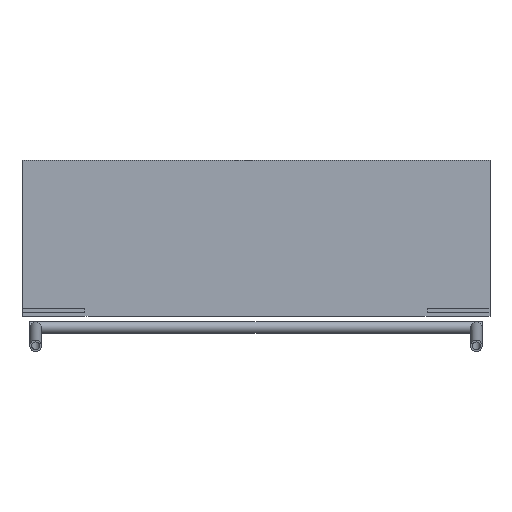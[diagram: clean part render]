
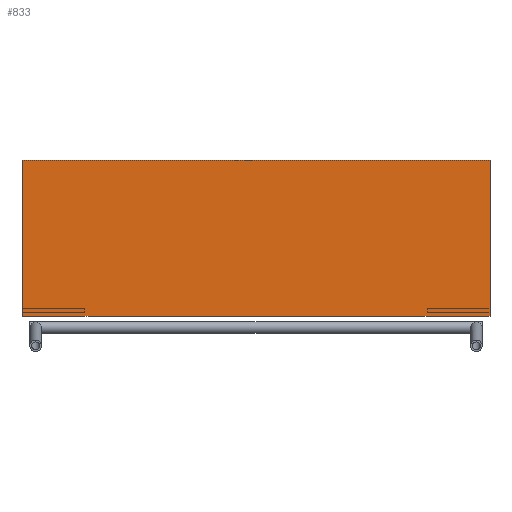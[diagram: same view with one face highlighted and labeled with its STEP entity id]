
A CAD part, front view. The second image highlights one B-rep face of the part: STEP entity #833.
In plain terms, the highlighted planar face has unit normal (0, -1, 0).
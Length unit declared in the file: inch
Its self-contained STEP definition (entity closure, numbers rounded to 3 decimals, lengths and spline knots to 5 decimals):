
#229=FACE_OUTER_BOUND('',#285,.T.);
#285=EDGE_LOOP('',(#629,#630,#631,#632));
#380=LINE('',#1416,#422);
#385=LINE('',#1425,#427);
#386=LINE('',#1428,#428);
#387=LINE('',#1429,#429);
#422=VECTOR('',#1119,10.);
#427=VECTOR('',#1126,30.);
#428=VECTOR('',#1129,10.);
#429=VECTOR('',#1130,30.);
#464=VERTEX_POINT('',#1413);
#465=VERTEX_POINT('',#1415);
#468=VERTEX_POINT('',#1423);
#469=VERTEX_POINT('',#1427);
#534=EDGE_CURVE('',#464,#465,#380,.T.);
#539=EDGE_CURVE('',#468,#464,#385,.T.);
#540=EDGE_CURVE('',#468,#469,#386,.T.);
#541=EDGE_CURVE('',#469,#465,#387,.T.);
#629=ORIENTED_EDGE('',*,*,#534,.F.);
#630=ORIENTED_EDGE('',*,*,#539,.F.);
#631=ORIENTED_EDGE('',*,*,#540,.T.);
#632=ORIENTED_EDGE('',*,*,#541,.T.);
#799=PLANE('',#987);
#833=ADVANCED_FACE('',(#229),#799,.T.);
#987=AXIS2_PLACEMENT_3D('',#1426,#1127,#1128);
#1119=DIRECTION('',(0.,0.,1.));
#1126=DIRECTION('',(-1.,0.,0.));
#1127=DIRECTION('center_axis',(0.,-1.,0.));
#1128=DIRECTION('ref_axis',(0.,0.,-1.));
#1129=DIRECTION('',(0.,0.,1.));
#1130=DIRECTION('',(-1.,0.,0.));
#1413=CARTESIAN_POINT('',(-15.,0.,0.));
#1415=CARTESIAN_POINT('',(-15.,0.,10.));
#1416=CARTESIAN_POINT('',(-15.,0.,0.));
#1423=CARTESIAN_POINT('',(15.,0.,0.));
#1425=CARTESIAN_POINT('',(15.,0.,0.));
#1426=CARTESIAN_POINT('Origin',(-15.,0.,10.));
#1427=CARTESIAN_POINT('',(15.,0.,10.));
#1428=CARTESIAN_POINT('',(15.,0.,0.));
#1429=CARTESIAN_POINT('',(15.,0.,10.));
